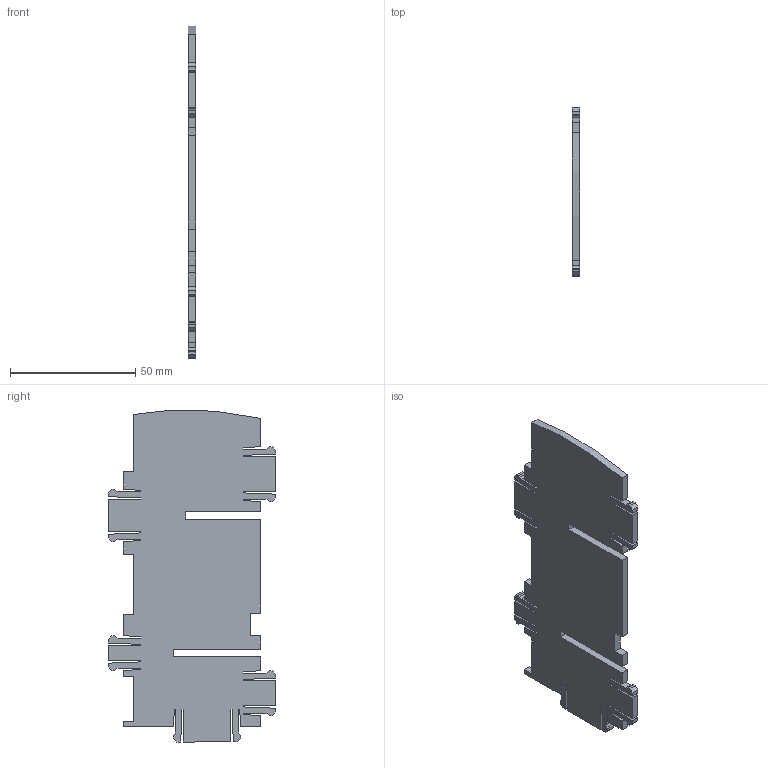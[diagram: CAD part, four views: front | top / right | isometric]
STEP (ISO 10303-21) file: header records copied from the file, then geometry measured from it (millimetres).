
FILE_DESCRIPTION (( 'STEP AP203' ), '1' );
FILE_NAME ('frame-3-3.step', '2015-02-17T13:05:22', ( 'Cesar' ), ( '' ), 'SwSTEP 2.0', 'SolidWorks 2013', '' );
FILE_SCHEMA (( 'CONFIG_CONTROL_DESIGN' ));
Length unit declared in the file: millimetre
Products named in the file (1): frame-3-3
Bounding box: 3 x 67 x 132.61 mm (x, y, z)
Volume: 20535.6 mm3; surface area: 16592.1 mm2
Topology: 1 solids, 1 shells, 148 faces, 438 edges, 292 vertices
Faces by surface type: plane 147, bspline 1
Entity records: 4964 total; most frequent: CARTESIAN_POINT 931, ORIENTED_EDGE 876, DIRECTION 732, EDGE_CURVE 438, VECTOR 436, LINE 436, VERTEX_POINT 292, EDGE_LOOP 148
